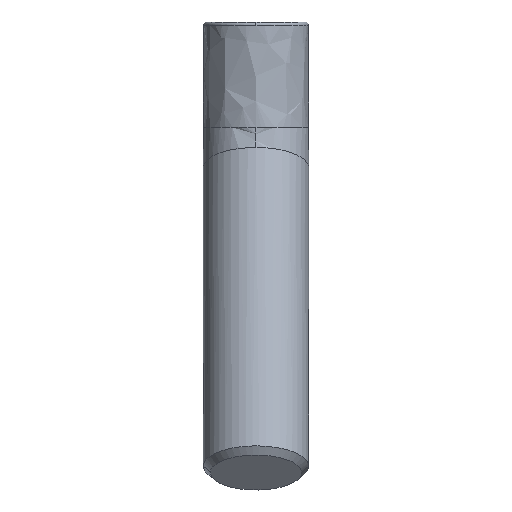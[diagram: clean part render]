
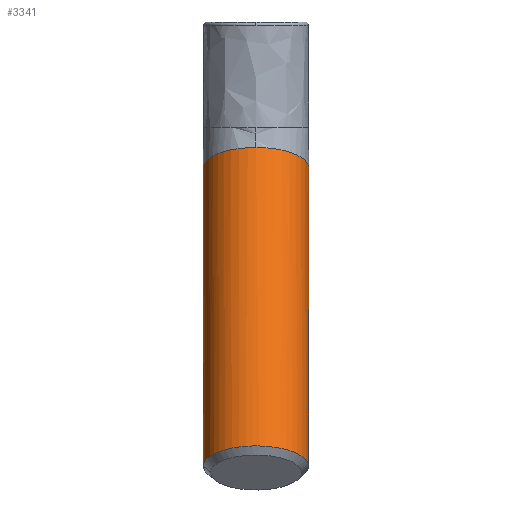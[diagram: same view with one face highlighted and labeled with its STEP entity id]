
A CAD part, left-side view. The second image highlights one B-rep face of the part: STEP entity #3341.
In plain terms, the highlighted free-form (B-spline) face has degree [1, 2] with [2, 7] control points.
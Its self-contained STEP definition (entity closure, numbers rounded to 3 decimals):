
#996=CARTESIAN_POINT('',(-74.961,0.,30.925));
#997=VERTEX_POINT('',#996);
#1004=CARTESIAN_POINT('',(-61.103,-15.,25.185));
#1005=VERTEX_POINT('',#1004);
#1006=CARTESIAN_POINT('',(-74.961,0.,30.925));
#1007=CARTESIAN_POINT('',(-74.961,-6.213,30.925));
#1008=CARTESIAN_POINT('',(-70.902,-10.607,29.244));
#1009=CARTESIAN_POINT('',(-66.843,-15.,27.562));
#1010=CARTESIAN_POINT('',(-61.103,-15.,25.185));
#1011=(BOUNDED_CURVE()B_SPLINE_CURVE(2,(#1006,#1007,#1008,#1009,#1010),.CIRCULAR_ARC.,.F.,.U.)B_SPLINE_CURVE_WITH_KNOTS((3,2,3),(0.,0.5,1.),.UNSPECIFIED.)CURVE()GEOMETRIC_REPRESENTATION_ITEM()RATIONAL_B_SPLINE_CURVE((1.,0.924,1.,0.924,1.))REPRESENTATION_ITEM(''));
#1012=EDGE_CURVE('',#997,#1005,#1011,.T.);
#1128=CARTESIAN_POINT('',(-96.322,15.,-59.842));
#1129=VERTEX_POINT('',#1128);
#1130=CARTESIAN_POINT('',(-61.103,15.,25.185));
#1131=VERTEX_POINT('',#1130);
#1132=CARTESIAN_POINT('',(-96.322,15.,-59.842));
#1133=CARTESIAN_POINT('',(-61.103,15.,25.185));
#1134=B_SPLINE_CURVE_WITH_KNOTS('',1,(#1132,#1133),.POLYLINE_FORM.,.F.,.U.,(2,2),(0.,1.),.UNSPECIFIED.);
#1135=EDGE_CURVE('',#1129,#1131,#1134,.T.);
#1144=CARTESIAN_POINT('',(-96.322,-15.,-59.842));
#1145=VERTEX_POINT('',#1144);
#1146=CARTESIAN_POINT('',(-61.103,-15.,25.185));
#1147=CARTESIAN_POINT('',(-96.322,-15.,-59.842));
#1148=B_SPLINE_CURVE_WITH_KNOTS('',1,(#1146,#1147),.POLYLINE_FORM.,.F.,.U.,(2,2),(0.,1.),.UNSPECIFIED.);
#1149=EDGE_CURVE('',#1005,#1145,#1148,.T.);
#1188=CARTESIAN_POINT('',(-96.322,-15.,-59.842));
#1189=CARTESIAN_POINT('',(-110.181,-15.,-54.102));
#1190=CARTESIAN_POINT('',(-110.181,0.,-54.102));
#1191=CARTESIAN_POINT('',(-110.181,15.,-54.102));
#1192=CARTESIAN_POINT('',(-96.322,15.,-59.842));
#1193=(BOUNDED_CURVE()B_SPLINE_CURVE(2,(#1188,#1189,#1190,#1191,#1192),.CIRCULAR_ARC.,.F.,.U.)B_SPLINE_CURVE_WITH_KNOTS((3,2,3),(0.,0.5,1.),.UNSPECIFIED.)CURVE()GEOMETRIC_REPRESENTATION_ITEM()RATIONAL_B_SPLINE_CURVE((1.,0.707,1.,0.707,1.))REPRESENTATION_ITEM(''));
#1194=EDGE_CURVE('',#1145,#1129,#1193,.T.);
#3314=CARTESIAN_POINT('',(-61.103,15.,25.185));
#3315=CARTESIAN_POINT('',(-62.438,15.,25.737));
#3316=CARTESIAN_POINT('',(-63.748,14.724,26.28));
#3317=CARTESIAN_POINT('',(-77.351,11.862,31.915));
#3318=CARTESIAN_POINT('',(-74.707,-2.863,30.819));
#3319=CARTESIAN_POINT('',(-72.526,-15.,29.916));
#3320=CARTESIAN_POINT('',(-61.103,-15.,25.185));
#3321=CARTESIAN_POINT('',(-96.322,15.,-59.842));
#3322=CARTESIAN_POINT('',(-97.657,15.,-59.29));
#3323=CARTESIAN_POINT('',(-98.967,14.724,-58.747));
#3324=CARTESIAN_POINT('',(-112.571,11.862,-53.112));
#3325=CARTESIAN_POINT('',(-109.926,-2.863,-54.208));
#3326=CARTESIAN_POINT('',(-107.746,-15.,-55.111));
#3327=CARTESIAN_POINT('',(-96.322,-15.,-59.842));
#3328=(BOUNDED_SURFACE()B_SPLINE_SURFACE(1,2,((#3314,#3315,#3316,#3317,#3318,#3319,#3320),(#3321,#3322,#3323,#3324,#3325,#3326,#3327)),.CYLINDRICAL_SURF.,.F.,.F.,.U.)B_SPLINE_SURFACE_WITH_KNOTS((2,2),(3,2,2,3),(0.,0.299),(0.,0.033,0.283,0.5),.UNSPECIFIED.)GEOMETRIC_REPRESENTATION_ITEM()RATIONAL_B_SPLINE_SURFACE(((0.933,0.962,1.,0.707,1.,0.745,0.933),(0.933,0.962,1.,0.707,1.,0.745,0.933)))REPRESENTATION_ITEM('')SURFACE());
#3329=ORIENTED_EDGE('',*,*,#1135,.F.);
#3330=ORIENTED_EDGE('',*,*,#1194,.F.);
#3331=ORIENTED_EDGE('',*,*,#1149,.F.);
#3332=ORIENTED_EDGE('',*,*,#1012,.F.);
#3333=CARTESIAN_POINT('',(-74.961,0.,30.925));
#3334=CARTESIAN_POINT('',(-74.961,15.,30.925));
#3335=CARTESIAN_POINT('',(-61.103,15.,25.185));
#3336=(BOUNDED_CURVE()B_SPLINE_CURVE(2,(#3333,#3334,#3335),.CIRCULAR_ARC.,.F.,.U.)B_SPLINE_CURVE_WITH_KNOTS((3,3),(0.,1.),.UNSPECIFIED.)CURVE()GEOMETRIC_REPRESENTATION_ITEM()RATIONAL_B_SPLINE_CURVE((1.,0.707,1.))REPRESENTATION_ITEM(''));
#3337=EDGE_CURVE('',#997,#1131,#3336,.T.);
#3338=ORIENTED_EDGE('',*,*,#3337,.T.);
#3339=EDGE_LOOP('',(#3329,#3330,#3331,#3332,#3338));
#3340=FACE_OUTER_BOUND('',#3339,.T.);
#3341=ADVANCED_FACE('',(#3340),#3328,.T.);
